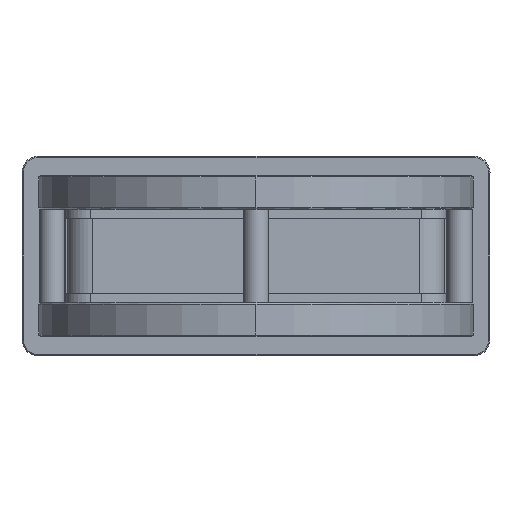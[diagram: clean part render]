
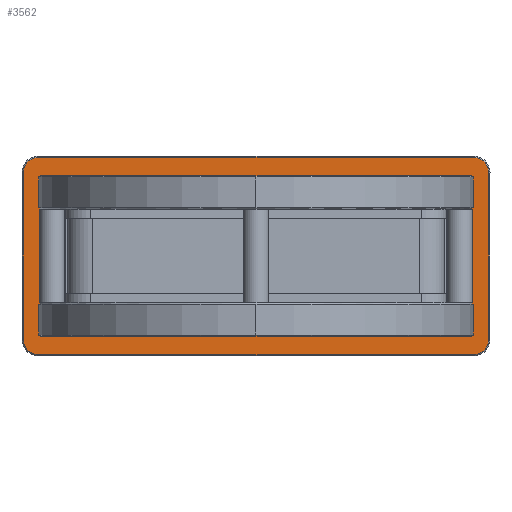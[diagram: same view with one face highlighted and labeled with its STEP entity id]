
A CAD part, front view. The second image highlights one B-rep face of the part: STEP entity #3562.
In plain terms, the highlighted planar face has unit normal (0, -1, 0).
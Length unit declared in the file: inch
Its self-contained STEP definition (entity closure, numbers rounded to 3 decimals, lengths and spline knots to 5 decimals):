
#3071 = VERTEX_POINT ( 'NONE', #12749 ) ;
#3358 = VERTEX_POINT ( 'NONE', #13909 ) ;
#3360 = ORIENTED_EDGE ( 'NONE', *, *, #3721, .T. ) ;
#3445 = VERTEX_POINT ( 'NONE', #13984 ) ;
#3458 = EDGE_CURVE ( 'NONE', #3730, #3784, #13996, .T. ) ;
#3562 = ADVANCED_FACE ( 'NONE', ( #14106, #14107 ), #14109, .T. ) ;
#3563 = EDGE_LOOP ( 'NONE', ( #3564, #3620, #3625, #4031, #3918, #4032, #4035, #4038 ) ) ;
#3564 = ORIENTED_EDGE ( 'NONE', *, *, #3616, .T. ) ;
#3616 = EDGE_CURVE ( 'NONE', #3618, #3619, #14169, .T. ) ;
#3618 = VERTEX_POINT ( 'NONE', #14208 ) ;
#3619 = VERTEX_POINT ( 'NONE', #14195 ) ;
#3620 = ORIENTED_EDGE ( 'NONE', *, *, #3621, .T. ) ;
#3621 = EDGE_CURVE ( 'NONE', #3619, #3623, #14194, .T. ) ;
#3623 = VERTEX_POINT ( 'NONE', #14207 ) ;
#3625 = ORIENTED_EDGE ( 'NONE', *, *, #3941, .T. ) ;
#3669 = EDGE_CURVE ( 'NONE', #3771, #3730, #14147, .T. ) ;
#3678 = VERTEX_POINT ( 'NONE', #14122 ) ;
#3688 = VERTEX_POINT ( 'NONE', #14171 ) ;
#3693 = VERTEX_POINT ( 'NONE', #14170 ) ;
#3695 = EDGE_CURVE ( 'NONE', #3678, #3771, #14138, .T. ) ;
#3709 = EDGE_CURVE ( 'NONE', #3688, #3678, #14252, .T. ) ;
#3721 = EDGE_CURVE ( 'NONE', #3784, #3693, #14302, .T. ) ;
#3730 = VERTEX_POINT ( 'NONE', #14277 ) ;
#3736 = EDGE_CURVE ( 'NONE', #3788, #3688, #14269, .T. ) ;
#3762 = EDGE_CURVE ( 'NONE', #3071, #3788, #14239, .T. ) ;
#3771 = VERTEX_POINT ( 'NONE', #14223 ) ;
#3784 = VERTEX_POINT ( 'NONE', #14282 ) ;
#3788 = VERTEX_POINT ( 'NONE', #14324 ) ;
#3806 = EDGE_CURVE ( 'NONE', #3693, #3071, #14338, .T. ) ;
#3911 = EDGE_CURVE ( 'NONE', #3358, #3942, #14555, .T. ) ;
#3918 = ORIENTED_EDGE ( 'NONE', *, *, #3919, .F. ) ;
#3919 = EDGE_CURVE ( 'NONE', #3445, #3358, #14639, .T. ) ;
#3941 = EDGE_CURVE ( 'NONE', #3623, #3942, #14694, .T. ) ;
#3942 = VERTEX_POINT ( 'NONE', #14690 ) ;
#4001 = ORIENTED_EDGE ( 'NONE', *, *, #3736, .T. ) ;
#4002 = ORIENTED_EDGE ( 'NONE', *, *, #3709, .T. ) ;
#4003 = ORIENTED_EDGE ( 'NONE', *, *, #3695, .T. ) ;
#4004 = ORIENTED_EDGE ( 'NONE', *, *, #3669, .T. ) ;
#4005 = ORIENTED_EDGE ( 'NONE', *, *, #3458, .T. ) ;
#4029 = ORIENTED_EDGE ( 'NONE', *, *, #3806, .T. ) ;
#4030 = ORIENTED_EDGE ( 'NONE', *, *, #3762, .T. ) ;
#4031 = ORIENTED_EDGE ( 'NONE', *, *, #3911, .F. ) ;
#4032 = ORIENTED_EDGE ( 'NONE', *, *, #4033, .F. ) ;
#4033 = EDGE_CURVE ( 'NONE', #4034, #3445, #14650, .T. ) ;
#4034 = VERTEX_POINT ( 'NONE', #14646 ) ;
#4035 = ORIENTED_EDGE ( 'NONE', *, *, #4036, .T. ) ;
#4036 = EDGE_CURVE ( 'NONE', #4034, #4037, #14645, .T. ) ;
#4037 = VERTEX_POINT ( 'NONE', #14641 ) ;
#4038 = ORIENTED_EDGE ( 'NONE', *, *, #4039, .T. ) ;
#4039 = EDGE_CURVE ( 'NONE', #4037, #3618, #14780, .T. ) ;
#4040 = EDGE_LOOP ( 'NONE', ( #4029, #4030, #4001, #4002, #4003, #4004, #4005, #3360 ) ) ;
#12749 = CARTESIAN_POINT ( 'NONE',  ( 3.25, 7.769, -1.475 ) ) ;
#13909 = CARTESIAN_POINT ( 'NONE',  ( -2.855, 7.769, 0.7025 ) ) ;
#13984 = CARTESIAN_POINT ( 'NONE',  ( 2.855, 7.769, 0.7025 ) ) ;
#13993 = DIRECTION ( 'NONE',  ( 0., 0., -1. ) ) ;
#13994 = VECTOR ( 'NONE', #13993, 39.37008 ) ;
#13995 = CARTESIAN_POINT ( 'NONE',  ( -3.48, 7.769, -1.495 ) ) ;
#13996 = LINE ( 'NONE', #13995, #13994 ) ;
#14087 = CARTESIAN_POINT ( 'NONE',  ( -3.5, 7.769, 1.475 ) ) ;
#14097 = DIRECTION ( 'NONE',  ( 0., 0., -1. ) ) ;
#14098 = DIRECTION ( 'NONE',  ( 0., -1., 0. ) ) ;
#14099 = CARTESIAN_POINT ( 'NONE',  ( -3.5, 7.769, -1.495 ) ) ;
#14106 = FACE_BOUND ( 'NONE', #3563, .T. ) ;
#14107 = FACE_OUTER_BOUND ( 'NONE', #4040, .T. ) ;
#14108 = AXIS2_PLACEMENT_3D ( 'NONE', #14099, #14098, #14097 ) ;
#14109 = PLANE ( 'NONE',  #14108 ) ;
#14122 = CARTESIAN_POINT ( 'NONE',  ( 3.25, 7.769, 1.475 ) ) ;
#14138 = LINE ( 'NONE', #14087, #14264 ) ;
#14143 = DIRECTION ( 'NONE',  ( 0., 0., 1. ) ) ;
#14144 = DIRECTION ( 'NONE',  ( 0., -1., 0. ) ) ;
#14145 = CARTESIAN_POINT ( 'NONE',  ( -3.25, 7.769, 1.245 ) ) ;
#14146 = AXIS2_PLACEMENT_3D ( 'NONE', #14145, #14144, #14143 ) ;
#14147 = CIRCLE ( 'NONE', #14146, 0.23 ) ;
#14168 = CARTESIAN_POINT ( 'NONE',  ( -3.5, 7.769, -0.7025 ) ) ;
#14169 = LINE ( 'NONE', #14168, #14210 ) ;
#14170 = CARTESIAN_POINT ( 'NONE',  ( -3.25, 7.769, -1.475 ) ) ;
#14171 = CARTESIAN_POINT ( 'NONE',  ( 3.48, 7.769, 1.245 ) ) ;
#14191 = DIRECTION ( 'NONE',  ( 0., 0., 1. ) ) ;
#14192 = VECTOR ( 'NONE', #14191, 39.37008 ) ;
#14193 = CARTESIAN_POINT ( 'NONE',  ( -2.855, 7.769, -1.495 ) ) ;
#14194 = LINE ( 'NONE', #14193, #14192 ) ;
#14195 = CARTESIAN_POINT ( 'NONE',  ( -2.855, 7.769, -0.7025 ) ) ;
#14207 = CARTESIAN_POINT ( 'NONE',  ( -2.855, 7.769, -0.5675 ) ) ;
#14208 = CARTESIAN_POINT ( 'NONE',  ( 2.855, 7.769, -0.7025 ) ) ;
#14209 = DIRECTION ( 'NONE',  ( -1., 0., 0. ) ) ;
#14210 = VECTOR ( 'NONE', #14209, 39.37008 ) ;
#14217 = DIRECTION ( 'NONE',  ( 0., 0., 1. ) ) ;
#14218 = VECTOR ( 'NONE', #14217, 39.37008 ) ;
#14223 = CARTESIAN_POINT ( 'NONE',  ( -3.25, 7.769, 1.475 ) ) ;
#14235 = DIRECTION ( 'NONE',  ( 0., 0., 1. ) ) ;
#14236 = DIRECTION ( 'NONE',  ( 0., -1., 0. ) ) ;
#14237 = AXIS2_PLACEMENT_3D ( 'NONE', #14238, #14236, #14235 ) ;
#14238 = CARTESIAN_POINT ( 'NONE',  ( 3.25, 7.769, -1.245 ) ) ;
#14239 = CIRCLE ( 'NONE', #14237, 0.23 ) ;
#14250 = CARTESIAN_POINT ( 'NONE',  ( 3.25, 7.769, 1.245 ) ) ;
#14251 = AXIS2_PLACEMENT_3D ( 'NONE', #14250, #14298, #14297 ) ;
#14252 = CIRCLE ( 'NONE', #14251, 0.23 ) ;
#14263 = DIRECTION ( 'NONE',  ( -1., 0., 0. ) ) ;
#14264 = VECTOR ( 'NONE', #14263, 39.37008 ) ;
#14269 = LINE ( 'NONE', #14274, #14218 ) ;
#14274 = CARTESIAN_POINT ( 'NONE',  ( 3.48, 7.769, -1.495 ) ) ;
#14277 = CARTESIAN_POINT ( 'NONE',  ( -3.48, 7.769, 1.245 ) ) ;
#14282 = CARTESIAN_POINT ( 'NONE',  ( -3.48, 7.769, -1.245 ) ) ;
#14294 = DIRECTION ( 'NONE',  ( 0., 0., 1. ) ) ;
#14295 = DIRECTION ( 'NONE',  ( 0., -1., 0. ) ) ;
#14296 = AXIS2_PLACEMENT_3D ( 'NONE', #14301, #14295, #14294 ) ;
#14297 = DIRECTION ( 'NONE',  ( 0., 0., 1. ) ) ;
#14298 = DIRECTION ( 'NONE',  ( 0., -1., 0. ) ) ;
#14301 = CARTESIAN_POINT ( 'NONE',  ( -3.25, 7.769, -1.245 ) ) ;
#14302 = CIRCLE ( 'NONE', #14296, 0.23 ) ;
#14324 = CARTESIAN_POINT ( 'NONE',  ( 3.48, 7.769, -1.245 ) ) ;
#14338 = LINE ( 'NONE', #14342, #14341 ) ;
#14340 = DIRECTION ( 'NONE',  ( 1., 0., 0. ) ) ;
#14341 = VECTOR ( 'NONE', #14340, 39.37008 ) ;
#14342 = CARTESIAN_POINT ( 'NONE',  ( -3.5, 7.769, -1.475 ) ) ;
#14552 = DIRECTION ( 'NONE',  ( 0., 0., -1. ) ) ;
#14553 = VECTOR ( 'NONE', #14552, 39.37008 ) ;
#14554 = CARTESIAN_POINT ( 'NONE',  ( -2.855, 7.769, -0.7025 ) ) ;
#14555 = LINE ( 'NONE', #14554, #14553 ) ;
#14636 = DIRECTION ( 'NONE',  ( -1., 0., 0. ) ) ;
#14637 = VECTOR ( 'NONE', #14636, 39.37008 ) ;
#14638 = CARTESIAN_POINT ( 'NONE',  ( 0., 7.769, 0.7025 ) ) ;
#14639 = LINE ( 'NONE', #14638, #14637 ) ;
#14641 = CARTESIAN_POINT ( 'NONE',  ( 2.855, 7.769, -0.5675 ) ) ;
#14642 = DIRECTION ( 'NONE',  ( 0., 0., -1. ) ) ;
#14643 = VECTOR ( 'NONE', #14642, 39.37008 ) ;
#14644 = CARTESIAN_POINT ( 'NONE',  ( 2.855, 7.769, -1.495 ) ) ;
#14645 = LINE ( 'NONE', #14644, #14643 ) ;
#14646 = CARTESIAN_POINT ( 'NONE',  ( 2.855, 7.769, 0.5675 ) ) ;
#14647 = DIRECTION ( 'NONE',  ( 0., 0., 1. ) ) ;
#14648 = VECTOR ( 'NONE', #14647, 39.37008 ) ;
#14649 = CARTESIAN_POINT ( 'NONE',  ( 2.855, 7.769, -0.7025 ) ) ;
#14650 = LINE ( 'NONE', #14649, #14648 ) ;
#14690 = CARTESIAN_POINT ( 'NONE',  ( -2.855, 7.769, 0.5675 ) ) ;
#14691 = DIRECTION ( 'NONE',  ( 0., 0., 1. ) ) ;
#14692 = VECTOR ( 'NONE', #14691, 39.37008 ) ;
#14693 = CARTESIAN_POINT ( 'NONE',  ( -2.855, 7.769, -1.495 ) ) ;
#14694 = LINE ( 'NONE', #14693, #14692 ) ;
#14777 = DIRECTION ( 'NONE',  ( 0., 0., -1. ) ) ;
#14778 = VECTOR ( 'NONE', #14777, 39.37008 ) ;
#14779 = CARTESIAN_POINT ( 'NONE',  ( 2.855, 7.769, -1.495 ) ) ;
#14780 = LINE ( 'NONE', #14779, #14778 ) ;
